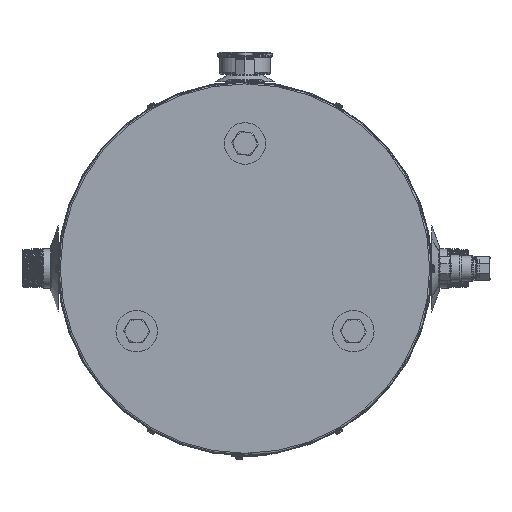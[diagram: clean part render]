
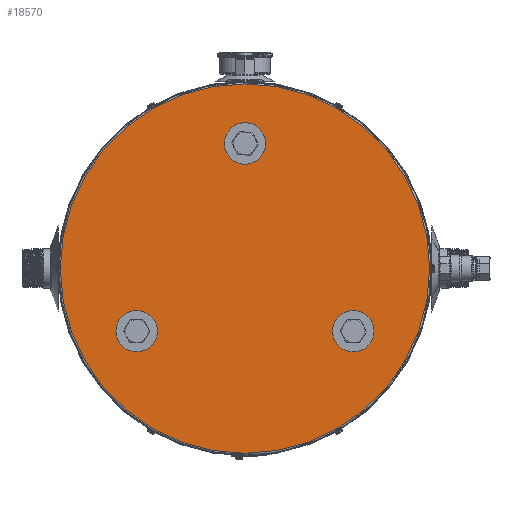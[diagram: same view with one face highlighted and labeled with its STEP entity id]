
A CAD part, front view. The second image highlights one B-rep face of the part: STEP entity #18570.
In plain terms, the highlighted planar face has unit normal (0, -1, 0).
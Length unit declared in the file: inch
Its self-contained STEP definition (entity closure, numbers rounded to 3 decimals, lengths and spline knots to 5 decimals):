
#1431 = CIRCLE ( 'NONE', #78431, 1. ) ;
#6319 = EDGE_LOOP ( 'NONE', ( #19446 ) ) ;
#9297 = EDGE_LOOP ( 'NONE', ( #23168 ) ) ;
#11772 = CARTESIAN_POINT ( 'NONE',  ( 0., 1.47, 7.03125 ) ) ;
#11816 = CARTESIAN_POINT ( 'NONE',  ( 0., 1.47, 0. ) ) ;
#18570 = ADVANCED_FACE ( 'NONE', ( #93352, #64813, #95978, #103781 ), #70051, .F. ) ;
#19446 = ORIENTED_EDGE ( 'NONE', *, *, #45398, .T. ) ;
#20146 = EDGE_CURVE ( 'NONE', #81686, #81686, #56225, .T. ) ;
#20474 = CARTESIAN_POINT ( 'NONE',  ( -5.22322, 1.47, -3.01562 ) ) ;
#21540 = DIRECTION ( 'NONE',  ( 0., 1., 0. ) ) ;
#23168 = ORIENTED_EDGE ( 'NONE', *, *, #36580, .T. ) ;
#25451 = CARTESIAN_POINT ( 'NONE',  ( 0., 1.47, -8.905 ) ) ;
#26779 = AXIS2_PLACEMENT_3D ( 'NONE', #105802, #31888, #31168 ) ;
#31168 = DIRECTION ( 'NONE',  ( 0., 0., 1. ) ) ;
#31888 = DIRECTION ( 'NONE',  ( 0., 1., 0. ) ) ;
#36391 = AXIS2_PLACEMENT_3D ( 'NONE', #56183, #105256, #64594 ) ;
#36531 = DIRECTION ( 'NONE',  ( 0., 1., 0. ) ) ;
#36580 = EDGE_CURVE ( 'NONE', #75029, #75029, #1431, .T. ) ;
#37988 = EDGE_LOOP ( 'NONE', ( #77700 ) ) ;
#43531 = DIRECTION ( 'NONE',  ( 0., -1., 0. ) ) ;
#45312 = DIRECTION ( 'NONE',  ( 0., 0., 1. ) ) ;
#45398 = EDGE_CURVE ( 'NONE', #97057, #97057, #85538, .T. ) ;
#49788 = CARTESIAN_POINT ( 'NONE',  ( 0., 1.47, 0. ) ) ;
#56183 = CARTESIAN_POINT ( 'NONE',  ( 0., 1.47, 6.03125 ) ) ;
#56225 = CIRCLE ( 'NONE', #36391, 1. ) ;
#63391 = AXIS2_PLACEMENT_3D ( 'NONE', #49788, #43531, #102855 ) ;
#64571 = CARTESIAN_POINT ( 'NONE',  ( -5.22322, 1.47, -2.01562 ) ) ;
#64594 = DIRECTION ( 'NONE',  ( 0., 0., 1. ) ) ;
#64813 = FACE_BOUND ( 'NONE', #72190, .T. ) ;
#65869 = EDGE_CURVE ( 'NONE', #88953, #88953, #98605, .T. ) ;
#70051 = PLANE ( 'NONE',  #107325 ) ;
#72190 = EDGE_LOOP ( 'NONE', ( #93983 ) ) ;
#75029 = VERTEX_POINT ( 'NONE', #64571 ) ;
#77700 = ORIENTED_EDGE ( 'NONE', *, *, #20146, .T. ) ;
#78431 = AXIS2_PLACEMENT_3D ( 'NONE', #20474, #21540, #104209 ) ;
#81686 = VERTEX_POINT ( 'NONE', #11772 ) ;
#85538 = CIRCLE ( 'NONE', #63391, 8.905 ) ;
#88953 = VERTEX_POINT ( 'NONE', #104414 ) ;
#93352 = FACE_BOUND ( 'NONE', #9297, .T. ) ;
#93983 = ORIENTED_EDGE ( 'NONE', *, *, #65869, .T. ) ;
#95978 = FACE_BOUND ( 'NONE', #37988, .T. ) ;
#97057 = VERTEX_POINT ( 'NONE', #25451 ) ;
#98605 = CIRCLE ( 'NONE', #26779, 1. ) ;
#102855 = DIRECTION ( 'NONE',  ( 0., 0., -1. ) ) ;
#103781 = FACE_OUTER_BOUND ( 'NONE', #6319, .T. ) ;
#104209 = DIRECTION ( 'NONE',  ( 0., 0., 1. ) ) ;
#104414 = CARTESIAN_POINT ( 'NONE',  ( 5.22322, 1.47, -2.01562 ) ) ;
#105256 = DIRECTION ( 'NONE',  ( 0., 1., 0. ) ) ;
#105802 = CARTESIAN_POINT ( 'NONE',  ( 5.22322, 1.47, -3.01562 ) ) ;
#107325 = AXIS2_PLACEMENT_3D ( 'NONE', #11816, #36531, #45312 ) ;
